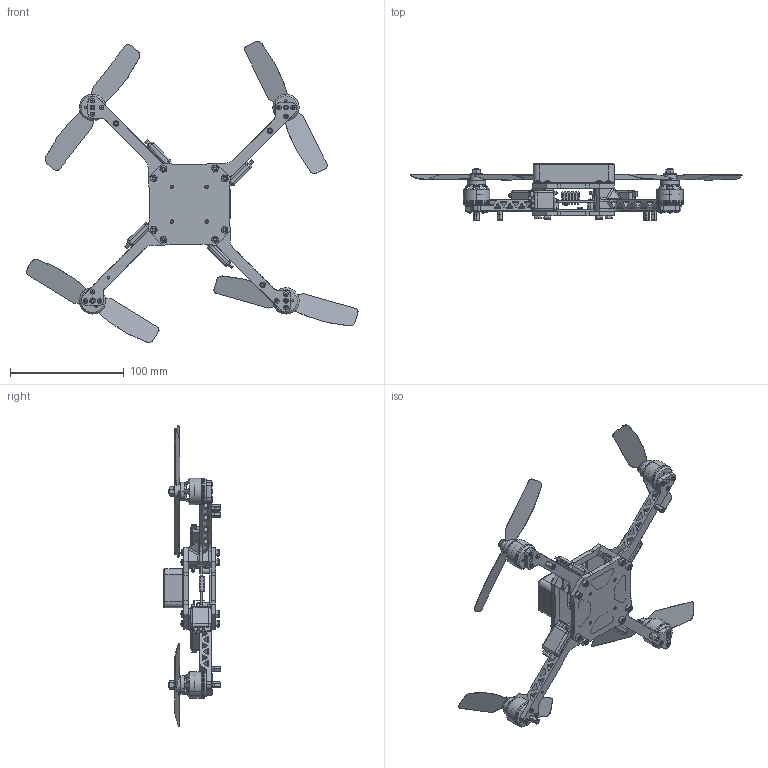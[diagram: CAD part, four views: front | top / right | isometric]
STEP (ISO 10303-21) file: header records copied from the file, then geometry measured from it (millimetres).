
FILE_DESCRIPTION (( 'STEP AP203' ), '1' );
FILE_NAME ('DRONE.STEP', '2025-04-30T04:26:13', ( '' ), ( '' ), 'SwSTEP 2.0', 'SolidWorks 2022', '' );
FILE_SCHEMA (( 'CONFIG_CONTROL_DESIGN' ));
Length unit declared in the file: millimetre
Products named in the file (20): Distrubution Board Assembly; Propeller Componet 10; hex nut style 2_am_B18.2.4.2M - Hex nut, Style 2,  M3 x 0.5 --D-N; pan cross head_am_B18.6.7M - M2 x 0.4 x 13 Type I Cross Recessed PHMS --13N; Drone Distrubution Board Component 3; Spinner Component 5; DRONE; Spider Base Component 1; Spider Arm Component 4; Component 8 Piller; Electrical Unit Component 12; pan cross head_am_B18.6.7M - M2 x 0.4 x 6 Type I Cross Recessed PHMS --6N; Spacer Component 6; Component 11 Battrie; pan cross head_am_B18.6.7M - M3 x 0.5 x 30 Type I Cross Recessed PHMS --30N; Motor Component 10; hex nut style 2_am_B18.2.4.2M - Hex nut, Style 2,  M4 x 0.7 --D-N; Electrical Component 7; Component Electrical Unit 2 -13; Spider Top Component 2
Assembly tree (73 placements, depth 3):
  DRONE
    Spider Base Component 1
    Drone Distrubution Board Component 3
    Distrubution Board Assembly
      Drone Distrubution Board Component 3
      Electrical Unit Component 12
      Component Electrical Unit 2 -13
    Spacer Component 6  x4
    pan cross head_am_B18.6.7M - M2 x 0.4 x 13 Type I Cross Recessed PHMS --13N  x4
    Spider Arm Component 4  x4
    Spider Top Component 2
    pan cross head_am_B18.6.7M - M3 x 0.5 x 30 Type I Cross Recessed PHMS --30N  x8
    hex nut style 2_am_B18.2.4.2M - Hex nut, Style 2,  M3 x 0.5 --D-N  x10
    Motor Component 10  x4
    pan cross head_am_B18.6.7M - M2 x 0.4 x 6 Type I Cross Recessed PHMS --6N  x12
    Spinner Component 5  x4
    Propeller Componet 10  x4
    hex nut style 2_am_B18.2.4.2M - Hex nut, Style 2,  M4 x 0.7 --D-N  x3
    Electrical Component 7  x4
    Component 8 Piller  x4
    Component 11 Battrie
Bounding box: 291.24 x 49.6 x 264.17 mm (x, y, z)
Volume: 141017 mm3; surface area: 111063.2 mm2
Topology: 72 solids, 72 shells, 3566 faces, 8908 edges, 5542 vertices
Faces by surface type: plane 1936, cylinder 1070, cone 392, torus 80, sphere 80, bspline 8
Entity records: 53272 total; most frequent: CARTESIAN_POINT 9337, DIRECTION 8412, ORIENTED_EDGE 8308, EDGE_CURVE 4154, LINE 2980, VECTOR 2980, AXIS2_PLACEMENT_3D 2716, VERTEX_POINT 2617
